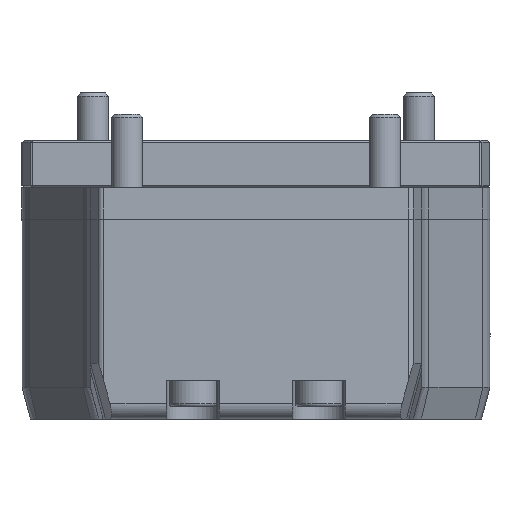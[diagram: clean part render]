
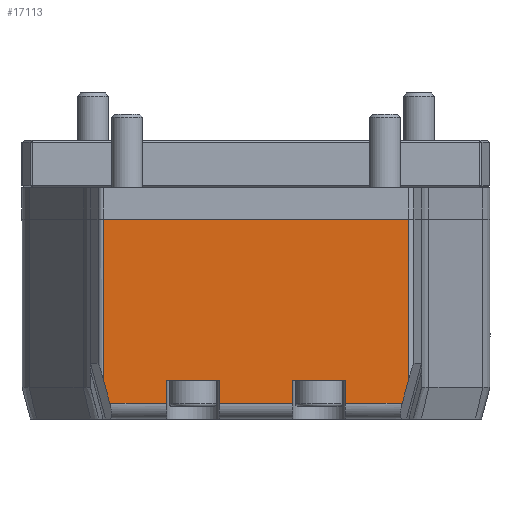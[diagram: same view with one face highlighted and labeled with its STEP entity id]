
A CAD part, front view. The second image highlights one B-rep face of the part: STEP entity #17113.
In plain terms, the highlighted planar face has unit normal (0, -1, 0).
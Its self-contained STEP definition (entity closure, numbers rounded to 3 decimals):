
#844=FACE_OUTER_BOUND('',#1720,.T.);
#1720=EDGE_LOOP('',(#13767,#13768,#13769,#13770,#13771,#13772,#13773,#13774,
#13775,#13776,#13777,#13778,#13779,#13780));
#3868=LINE('',#26093,#5942);
#3874=LINE('',#26128,#5948);
#3949=LINE('',#26360,#6023);
#3950=LINE('',#26362,#6024);
#3951=LINE('',#26364,#6025);
#3952=LINE('',#26365,#6026);
#3953=LINE('',#26367,#6027);
#3954=LINE('',#26369,#6028);
#3955=LINE('',#26371,#6029);
#3956=LINE('',#26373,#6030);
#3957=LINE('',#26375,#6031);
#3958=LINE('',#26377,#6032);
#3959=LINE('',#26379,#6033);
#3960=LINE('',#26380,#6034);
#5942=VECTOR('',#21328,10.);
#5948=VECTOR('',#21360,10.);
#6023=VECTOR('',#21559,10.);
#6024=VECTOR('',#21560,10.);
#6025=VECTOR('',#21561,10.);
#6026=VECTOR('',#21562,10.);
#6027=VECTOR('',#21563,10.);
#6028=VECTOR('',#21564,10.);
#6029=VECTOR('',#21565,10.);
#6030=VECTOR('',#21566,10.);
#6031=VECTOR('',#21567,10.);
#6032=VECTOR('',#21568,10.);
#6033=VECTOR('',#21569,10.);
#6034=VECTOR('',#21570,10.);
#7508=VERTEX_POINT('',#26090);
#7509=VERTEX_POINT('',#26092);
#7524=VERTEX_POINT('',#26125);
#7525=VERTEX_POINT('',#26127);
#7620=VERTEX_POINT('',#26359);
#7621=VERTEX_POINT('',#26361);
#7622=VERTEX_POINT('',#26363);
#7623=VERTEX_POINT('',#26366);
#7624=VERTEX_POINT('',#26368);
#7625=VERTEX_POINT('',#26370);
#7626=VERTEX_POINT('',#26372);
#7627=VERTEX_POINT('',#26374);
#7628=VERTEX_POINT('',#26376);
#7629=VERTEX_POINT('',#26378);
#9607=EDGE_CURVE('',#7509,#7508,#3868,.T.);
#9623=EDGE_CURVE('',#7525,#7524,#3874,.T.);
#9737=EDGE_CURVE('',#7620,#7525,#3949,.T.);
#9738=EDGE_CURVE('',#7524,#7621,#3950,.T.);
#9739=EDGE_CURVE('',#7622,#7621,#3951,.T.);
#9740=EDGE_CURVE('',#7622,#7509,#3952,.T.);
#9741=EDGE_CURVE('',#7508,#7623,#3953,.T.);
#9742=EDGE_CURVE('',#7624,#7623,#3954,.T.);
#9743=EDGE_CURVE('',#7624,#7625,#3955,.T.);
#9744=EDGE_CURVE('',#7626,#7625,#3956,.T.);
#9745=EDGE_CURVE('',#7626,#7627,#3957,.T.);
#9746=EDGE_CURVE('',#7627,#7628,#3958,.T.);
#9747=EDGE_CURVE('',#7628,#7629,#3959,.T.);
#9748=EDGE_CURVE('',#7620,#7629,#3960,.T.);
#13767=ORIENTED_EDGE('',*,*,#9737,.T.);
#13768=ORIENTED_EDGE('',*,*,#9623,.T.);
#13769=ORIENTED_EDGE('',*,*,#9738,.T.);
#13770=ORIENTED_EDGE('',*,*,#9739,.F.);
#13771=ORIENTED_EDGE('',*,*,#9740,.T.);
#13772=ORIENTED_EDGE('',*,*,#9607,.T.);
#13773=ORIENTED_EDGE('',*,*,#9741,.T.);
#13774=ORIENTED_EDGE('',*,*,#9742,.F.);
#13775=ORIENTED_EDGE('',*,*,#9743,.T.);
#13776=ORIENTED_EDGE('',*,*,#9744,.F.);
#13777=ORIENTED_EDGE('',*,*,#9745,.T.);
#13778=ORIENTED_EDGE('',*,*,#9746,.T.);
#13779=ORIENTED_EDGE('',*,*,#9747,.T.);
#13780=ORIENTED_EDGE('',*,*,#9748,.F.);
#15541=PLANE('',#18064);
#17113=ADVANCED_FACE('',(#844),#15541,.T.);
#18064=AXIS2_PLACEMENT_3D('',#26358,#21557,#21558);
#21328=DIRECTION('',(1.,0.,0.));
#21360=DIRECTION('',(1.,0.,0.));
#21557=DIRECTION('center_axis',(0.,-1.,0.));
#21558=DIRECTION('ref_axis',(-1.,0.,0.));
#21559=DIRECTION('',(0.,0.,1.));
#21560=DIRECTION('',(0.,0.,-1.));
#21561=DIRECTION('',(-1.,0.,0.));
#21562=DIRECTION('',(0.,0.,1.));
#21563=DIRECTION('',(0.,0.,-1.));
#21564=DIRECTION('',(-1.,0.,0.));
#21565=DIRECTION('',(0.259,0.,0.966));
#21566=DIRECTION('',(0.,0.,-1.));
#21567=DIRECTION('',(-1.,0.,0.));
#21568=DIRECTION('',(0.,0.,-1.));
#21569=DIRECTION('',(0.259,0.,-0.966));
#21570=DIRECTION('',(-1.,0.,0.));
#26090=CARTESIAN_POINT('',(8.5,-15.75,-18.3));
#26092=CARTESIAN_POINT('',(3.5,-15.75,-18.3));
#26093=CARTESIAN_POINT('',(6.345,-15.75,-18.3));
#26125=CARTESIAN_POINT('',(-3.5,-15.75,-18.3));
#26127=CARTESIAN_POINT('',(-8.5,-15.75,-18.3));
#26128=CARTESIAN_POINT('',(6.345,-15.75,-18.3));
#26358=CARTESIAN_POINT('Origin',(14.536,-15.75,-3.));
#26359=CARTESIAN_POINT('',(-8.5,-15.75,-20.5));
#26360=CARTESIAN_POINT('',(-8.5,-15.75,-12.5));
#26361=CARTESIAN_POINT('',(-3.5,-15.75,-20.5));
#26362=CARTESIAN_POINT('',(-3.5,-15.75,-12.5));
#26363=CARTESIAN_POINT('',(3.5,-15.75,-20.5));
#26364=CARTESIAN_POINT('',(7.268,-15.75,-20.5));
#26365=CARTESIAN_POINT('',(3.5,-15.75,-12.5));
#26366=CARTESIAN_POINT('',(8.5,-15.75,-20.5));
#26367=CARTESIAN_POINT('',(8.5,-15.75,-12.5));
#26368=CARTESIAN_POINT('',(13.904,-15.75,-20.5));
#26369=CARTESIAN_POINT('',(7.268,-15.75,-20.5));
#26370=CARTESIAN_POINT('',(14.536,-15.75,-18.143));
#26371=CARTESIAN_POINT('',(19.14,-15.75,-0.958));
#26372=CARTESIAN_POINT('',(14.536,-15.75,-3.));
#26373=CARTESIAN_POINT('',(14.536,-15.75,-3.));
#26374=CARTESIAN_POINT('',(-14.536,-15.75,-3.));
#26375=CARTESIAN_POINT('',(15.75,-15.75,-3.));
#26376=CARTESIAN_POINT('',(-14.536,-15.75,-18.143));
#26377=CARTESIAN_POINT('',(-14.536,-15.75,-3.));
#26378=CARTESIAN_POINT('',(-13.904,-15.75,-20.5));
#26379=CARTESIAN_POINT('',(-18.167,-15.75,-4.592));
#26380=CARTESIAN_POINT('',(7.268,-15.75,-20.5));
